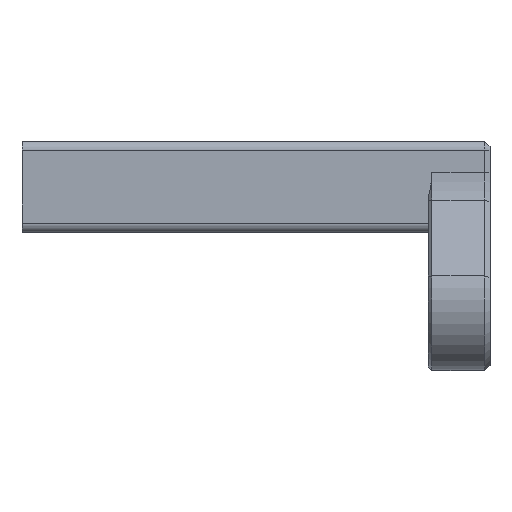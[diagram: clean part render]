
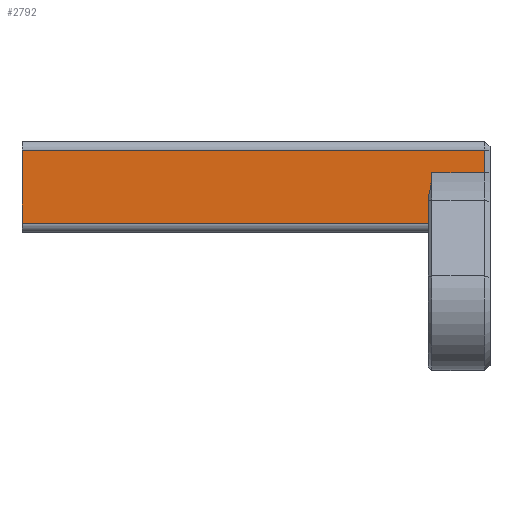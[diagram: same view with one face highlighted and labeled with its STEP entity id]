
A CAD part, left-side view. The second image highlights one B-rep face of the part: STEP entity #2792.
In plain terms, the highlighted planar face has unit normal (-1, 0, 0).
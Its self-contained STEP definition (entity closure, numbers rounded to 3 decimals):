
#134=(
BOUNDED_CURVE()
B_SPLINE_CURVE(2,(#3940,#3941,#3942),.UNSPECIFIED.,.F.,.F.)
B_SPLINE_CURVE_WITH_KNOTS((3,3),(0.,0.145),.UNSPECIFIED.)
CURVE()
GEOMETRIC_REPRESENTATION_ITEM()
RATIONAL_B_SPLINE_CURVE((1.,1.01,1.))
REPRESENTATION_ITEM('')
);
#190=PLANE('',#2999);
#286=FACE_OUTER_BOUND('',#454,.T.);
#454=EDGE_LOOP('',(#1998,#1999,#2000,#2001,#2002,#2003,#2004));
#633=LINE('',#3950,#886);
#642=LINE('',#3979,#895);
#658=LINE('',#4028,#911);
#662=LINE('',#4037,#915);
#663=LINE('',#4039,#916);
#664=LINE('',#4040,#917);
#886=VECTOR('',#3241,10.);
#895=VECTOR('',#3268,10.);
#911=VECTOR('',#3318,10.);
#915=VECTOR('',#3332,10.);
#916=VECTOR('',#3333,10.);
#917=VECTOR('',#3334,10.);
#1202=VERTEX_POINT('',#3938);
#1203=VERTEX_POINT('',#3939);
#1205=VERTEX_POINT('',#3948);
#1209=VERTEX_POINT('',#3964);
#1216=VERTEX_POINT('',#3977);
#1232=VERTEX_POINT('',#4023);
#1233=VERTEX_POINT('',#4038);
#1480=EDGE_CURVE('',#1202,#1203,#134,.F.);
#1485=EDGE_CURVE('',#1205,#1202,#633,.T.);
#1499=EDGE_CURVE('',#1216,#1209,#642,.T.);
#1524=EDGE_CURVE('',#1232,#1205,#658,.T.);
#1528=EDGE_CURVE('',#1209,#1232,#662,.T.);
#1529=EDGE_CURVE('',#1216,#1233,#663,.T.);
#1530=EDGE_CURVE('',#1203,#1233,#664,.T.);
#1998=ORIENTED_EDGE('',*,*,#1524,.F.);
#1999=ORIENTED_EDGE('',*,*,#1528,.F.);
#2000=ORIENTED_EDGE('',*,*,#1499,.F.);
#2001=ORIENTED_EDGE('',*,*,#1529,.T.);
#2002=ORIENTED_EDGE('',*,*,#1530,.F.);
#2003=ORIENTED_EDGE('',*,*,#1480,.F.);
#2004=ORIENTED_EDGE('',*,*,#1485,.F.);
#2792=ADVANCED_FACE('',(#286),#190,.T.);
#2999=AXIS2_PLACEMENT_3D('',#4036,#3330,#3331);
#3241=DIRECTION('',(0.,1.,0.));
#3268=DIRECTION('',(0.,0.,1.));
#3318=DIRECTION('',(0.,0.,-1.));
#3330=DIRECTION('center_axis',(-1.,0.,0.));
#3331=DIRECTION('ref_axis',(0.,0.,-1.));
#3332=DIRECTION('',(0.,-1.,0.));
#3333=DIRECTION('',(0.,-1.,0.));
#3334=DIRECTION('',(0.,0.,-1.));
#3938=CARTESIAN_POINT('',(-18.163,5.535,-18.048));
#3939=CARTESIAN_POINT('',(-18.163,5.735,-19.476));
#3940=CARTESIAN_POINT('Ctrl Pts',(-18.163,5.735,-19.476));
#3941=CARTESIAN_POINT('Ctrl Pts',(-18.163,5.535,-18.748));
#3942=CARTESIAN_POINT('Ctrl Pts',(-18.163,5.535,-18.048));
#3948=CARTESIAN_POINT('',(-18.163,2.635,-18.048));
#3950=CARTESIAN_POINT('',(-18.163,3.535,-18.048));
#3964=CARTESIAN_POINT('',(-18.163,28.03,-16.82));
#3977=CARTESIAN_POINT('',(-18.163,28.03,-20.82));
#3979=CARTESIAN_POINT('',(-18.163,28.03,-20.82));
#4023=CARTESIAN_POINT('',(-18.163,2.635,-16.82));
#4028=CARTESIAN_POINT('',(-18.163,2.635,-19.72));
#4036=CARTESIAN_POINT('Origin',(-18.163,3.535,-16.82));
#4037=CARTESIAN_POINT('',(-18.163,3.535,-16.82));
#4038=CARTESIAN_POINT('',(-18.163,5.735,-20.82));
#4039=CARTESIAN_POINT('',(-18.163,12.519,-20.82));
#4040=CARTESIAN_POINT('',(-18.163,5.735,-19.72));
